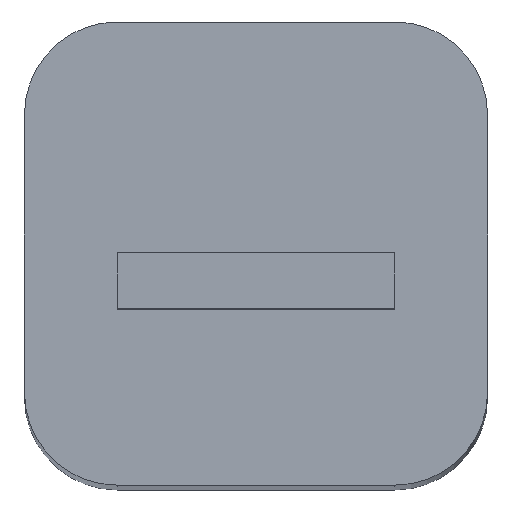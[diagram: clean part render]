
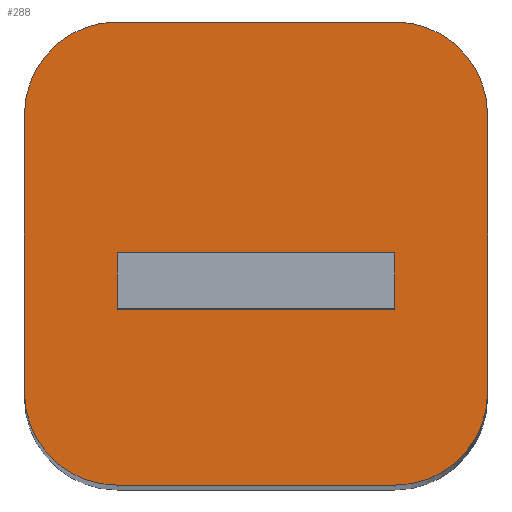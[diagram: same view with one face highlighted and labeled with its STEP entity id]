
A CAD part, top view. The second image highlights one B-rep face of the part: STEP entity #288.
In plain terms, the highlighted planar face has unit normal (0, 0, 1).
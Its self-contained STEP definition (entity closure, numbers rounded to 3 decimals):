
#17=FACE_BOUND('',#56,.T.);
#24=PLANE('',#322);
#37=FACE_OUTER_BOUND('',#55,.T.);
#55=EDGE_LOOP('',(#231,#232,#233,#234,#235,#236,#237,#238));
#56=EDGE_LOOP('',(#239,#240,#241,#242));
#71=LINE('',#440,#100);
#73=LINE('',#445,#102);
#75=LINE('',#448,#104);
#76=LINE('',#450,#105);
#79=LINE('',#462,#108);
#82=LINE('',#468,#111);
#83=LINE('',#472,#112);
#84=LINE('',#476,#113);
#100=VECTOR('',#355,10.);
#102=VECTOR('',#359,10.);
#104=VECTOR('',#363,10.);
#105=VECTOR('',#366,10.);
#108=VECTOR('',#377,10.);
#111=VECTOR('',#382,10.);
#112=VECTOR('',#385,10.);
#113=VECTOR('',#388,10.);
#124=CIRCLE('',#319,50.);
#126=CIRCLE('',#323,50.);
#127=CIRCLE('',#324,50.);
#128=CIRCLE('',#325,50.);
#138=VERTEX_POINT('',#436);
#139=VERTEX_POINT('',#438);
#140=VERTEX_POINT('',#442);
#141=VERTEX_POINT('',#444);
#142=VERTEX_POINT('',#452);
#143=VERTEX_POINT('',#453);
#146=VERTEX_POINT('',#461);
#148=VERTEX_POINT('',#467);
#149=VERTEX_POINT('',#469);
#150=VERTEX_POINT('',#471);
#151=VERTEX_POINT('',#473);
#152=VERTEX_POINT('',#475);
#167=EDGE_CURVE('',#138,#139,#71,.T.);
#169=EDGE_CURVE('',#141,#140,#73,.T.);
#171=EDGE_CURVE('',#140,#138,#75,.T.);
#172=EDGE_CURVE('',#139,#141,#76,.T.);
#173=EDGE_CURVE('',#142,#143,#124,.T.);
#177=EDGE_CURVE('',#143,#146,#79,.T.);
#180=EDGE_CURVE('',#148,#142,#82,.T.);
#181=EDGE_CURVE('',#149,#148,#126,.T.);
#182=EDGE_CURVE('',#149,#150,#83,.T.);
#183=EDGE_CURVE('',#151,#150,#127,.T.);
#184=EDGE_CURVE('',#151,#152,#84,.T.);
#185=EDGE_CURVE('',#146,#152,#128,.T.);
#231=ORIENTED_EDGE('',*,*,#173,.F.);
#232=ORIENTED_EDGE('',*,*,#180,.F.);
#233=ORIENTED_EDGE('',*,*,#181,.F.);
#234=ORIENTED_EDGE('',*,*,#182,.T.);
#235=ORIENTED_EDGE('',*,*,#183,.F.);
#236=ORIENTED_EDGE('',*,*,#184,.T.);
#237=ORIENTED_EDGE('',*,*,#185,.F.);
#238=ORIENTED_EDGE('',*,*,#177,.F.);
#239=ORIENTED_EDGE('',*,*,#169,.T.);
#240=ORIENTED_EDGE('',*,*,#171,.T.);
#241=ORIENTED_EDGE('',*,*,#167,.T.);
#242=ORIENTED_EDGE('',*,*,#172,.T.);
#288=ADVANCED_FACE('',(#37,#17),#24,.T.);
#319=AXIS2_PLACEMENT_3D('',#454,#369,#370);
#322=AXIS2_PLACEMENT_3D('',#466,#380,#381);
#323=AXIS2_PLACEMENT_3D('',#470,#383,#384);
#324=AXIS2_PLACEMENT_3D('',#474,#386,#387);
#325=AXIS2_PLACEMENT_3D('',#477,#389,#390);
#355=DIRECTION('',(0.,-1.,0.));
#359=DIRECTION('',(0.,1.,0.));
#363=DIRECTION('',(1.,0.,0.));
#366=DIRECTION('',(-1.,0.,0.));
#369=DIRECTION('center_axis',(0.,0.,-1.));
#370=DIRECTION('ref_axis',(-0.707,0.707,0.));
#377=DIRECTION('',(1.,0.,0.));
#380=DIRECTION('center_axis',(0.,0.,1.));
#381=DIRECTION('ref_axis',(1.,0.,0.));
#382=DIRECTION('',(0.,1.,0.));
#383=DIRECTION('center_axis',(0.,0.,-1.));
#384=DIRECTION('ref_axis',(-0.707,-0.707,0.));
#385=DIRECTION('',(1.,0.,0.));
#386=DIRECTION('center_axis',(0.,0.,-1.));
#387=DIRECTION('ref_axis',(0.707,-0.707,0.));
#388=DIRECTION('',(0.,1.,0.));
#389=DIRECTION('center_axis',(0.,0.,-1.));
#390=DIRECTION('ref_axis',(0.707,0.707,0.));
#436=CARTESIAN_POINT('',(200.,125.,1510.));
#438=CARTESIAN_POINT('',(200.,95.,1510.));
#440=CARTESIAN_POINT('',(200.,62.5,1510.));
#442=CARTESIAN_POINT('',(50.,125.,1510.));
#444=CARTESIAN_POINT('',(50.,95.,1510.));
#445=CARTESIAN_POINT('',(50.,62.5,1510.));
#448=CARTESIAN_POINT('',(62.5,125.,1510.));
#450=CARTESIAN_POINT('',(62.5,95.,1510.));
#452=CARTESIAN_POINT('',(0.,200.,1510.));
#453=CARTESIAN_POINT('',(50.,250.,1510.));
#454=CARTESIAN_POINT('Origin',(50.,200.,1510.));
#461=CARTESIAN_POINT('',(200.,250.,1510.));
#462=CARTESIAN_POINT('',(0.,250.,1510.));
#466=CARTESIAN_POINT('Origin',(0.,0.,1510.));
#467=CARTESIAN_POINT('',(0.,50.,1510.));
#468=CARTESIAN_POINT('',(0.,0.,1510.));
#469=CARTESIAN_POINT('',(50.,0.,1510.));
#470=CARTESIAN_POINT('Origin',(50.,50.,1510.));
#471=CARTESIAN_POINT('',(200.,0.,1510.));
#472=CARTESIAN_POINT('',(0.,0.,1510.));
#473=CARTESIAN_POINT('',(250.,50.,1510.));
#474=CARTESIAN_POINT('Origin',(200.,50.,1510.));
#475=CARTESIAN_POINT('',(250.,200.,1510.));
#476=CARTESIAN_POINT('',(250.,0.,1510.));
#477=CARTESIAN_POINT('Origin',(200.,200.,1510.));
